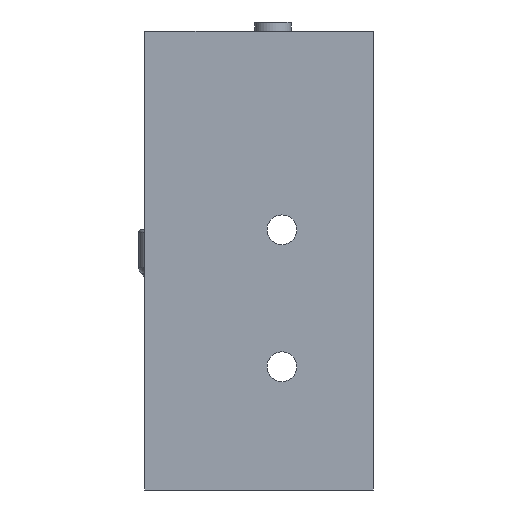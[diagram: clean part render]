
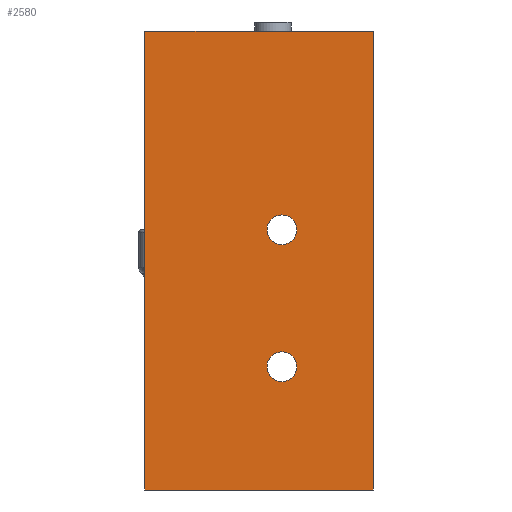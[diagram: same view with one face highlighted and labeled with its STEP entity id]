
A CAD part, front view. The second image highlights one B-rep face of the part: STEP entity #2580.
In plain terms, the highlighted planar face has unit normal (0, -1, 0).
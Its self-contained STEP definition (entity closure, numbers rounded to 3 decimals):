
#63=FACE_BOUND('',#581,.T.);
#64=FACE_BOUND('',#582,.T.);
#167=PLANE('',#2847);
#401=FACE_OUTER_BOUND('',#580,.T.);
#580=EDGE_LOOP('',(#2388,#2389,#2390,#2391));
#581=EDGE_LOOP('',(#2392));
#582=EDGE_LOOP('',(#2393));
#813=LINE('',#4304,#1051);
#822=LINE('',#4320,#1060);
#823=LINE('',#4322,#1061);
#824=LINE('',#4323,#1062);
#1051=VECTOR('',#3562,10.);
#1060=VECTOR('',#3575,10.);
#1061=VECTOR('',#3578,10.);
#1062=VECTOR('',#3579,10.);
#1150=CIRCLE('',#2826,3.25);
#1156=CIRCLE('',#2835,3.25);
#1365=VERTEX_POINT('',#4265);
#1371=VERTEX_POINT('',#4282);
#1377=VERTEX_POINT('',#4301);
#1378=VERTEX_POINT('',#4303);
#1382=VERTEX_POINT('',#4316);
#1383=VERTEX_POINT('',#4318);
#1696=EDGE_CURVE('',#1365,#1365,#1150,.T.);
#1704=EDGE_CURVE('',#1371,#1371,#1156,.T.);
#1712=EDGE_CURVE('',#1377,#1378,#813,.T.);
#1721=EDGE_CURVE('',#1382,#1383,#822,.T.);
#1722=EDGE_CURVE('',#1377,#1382,#823,.T.);
#1723=EDGE_CURVE('',#1378,#1383,#824,.T.);
#2388=ORIENTED_EDGE('',*,*,#1722,.T.);
#2389=ORIENTED_EDGE('',*,*,#1721,.T.);
#2390=ORIENTED_EDGE('',*,*,#1723,.F.);
#2391=ORIENTED_EDGE('',*,*,#1712,.F.);
#2392=ORIENTED_EDGE('',*,*,#1696,.T.);
#2393=ORIENTED_EDGE('',*,*,#1704,.T.);
#2580=ADVANCED_FACE('',(#401,#63,#64),#167,.T.);
#2826=AXIS2_PLACEMENT_3D('',#4267,#3519,#3520);
#2835=AXIS2_PLACEMENT_3D('',#4284,#3539,#3540);
#2847=AXIS2_PLACEMENT_3D('',#4321,#3576,#3577);
#3519=DIRECTION('center_axis',(0.,1.,0.));
#3520=DIRECTION('ref_axis',(1.,0.,0.));
#3539=DIRECTION('center_axis',(0.,1.,0.));
#3540=DIRECTION('ref_axis',(1.,0.,0.));
#3562=DIRECTION('',(0.,0.,1.));
#3575=DIRECTION('',(0.,0.,1.));
#3576=DIRECTION('center_axis',(0.,-1.,0.));
#3577=DIRECTION('ref_axis',(1.,0.,0.));
#3578=DIRECTION('',(1.,0.,0.));
#3579=DIRECTION('',(1.,0.,0.));
#4265=CARTESIAN_POINT('',(26.75,0.,57.));
#4267=CARTESIAN_POINT('Origin',(30.,0.,57.));
#4282=CARTESIAN_POINT('',(26.75,0.,27.));
#4284=CARTESIAN_POINT('Origin',(30.,0.,27.));
#4301=CARTESIAN_POINT('',(0.,0.,0.));
#4303=CARTESIAN_POINT('',(0.,0.,100.5));
#4304=CARTESIAN_POINT('',(0.,0.,0.));
#4316=CARTESIAN_POINT('',(50.,0.,0.));
#4318=CARTESIAN_POINT('',(50.,0.,100.5));
#4320=CARTESIAN_POINT('',(50.,0.,0.));
#4321=CARTESIAN_POINT('Origin',(0.,0.,0.));
#4322=CARTESIAN_POINT('',(0.,0.,0.));
#4323=CARTESIAN_POINT('',(0.,0.,100.5));
